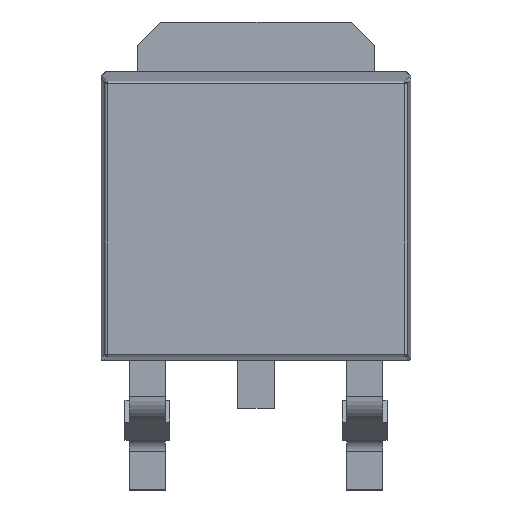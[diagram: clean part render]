
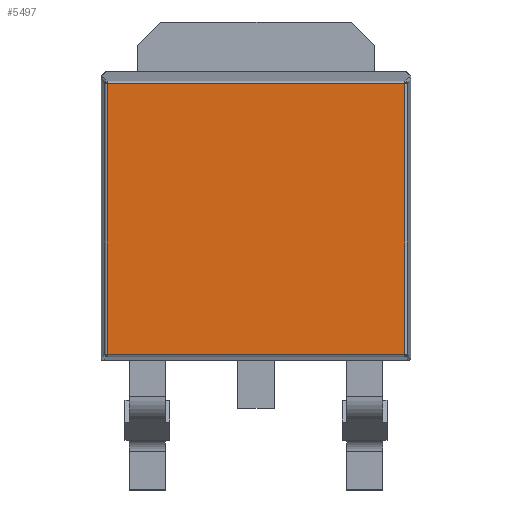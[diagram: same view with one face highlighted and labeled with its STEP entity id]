
A CAD part, top view. The second image highlights one B-rep face of the part: STEP entity #5497.
In plain terms, the highlighted planar face has unit normal (0, 0, 1).
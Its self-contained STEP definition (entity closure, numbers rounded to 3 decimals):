
#42 = EDGE_LOOP ( 'NONE', ( #768, #4370, #5259, #678 ) ) ;
#678 = ORIENTED_EDGE ( 'NONE', *, *, #3152, .T. ) ;
#691 = DIRECTION ( 'NONE',  ( 1., 0., 0. ) ) ;
#768 = ORIENTED_EDGE ( 'NONE', *, *, #3234, .T. ) ;
#1103 = CARTESIAN_POINT ( 'NONE',  ( 0., -2.918, 2.51 ) ) ;
#1124 = DIRECTION ( 'NONE',  ( 0., -1., 0. ) ) ;
#1323 = CARTESIAN_POINT ( 'NONE',  ( 0., 0., 2.51 ) ) ;
#1354 = CARTESIAN_POINT ( 'NONE',  ( -3.141, -2.918, 2.51 ) ) ;
#1502 = CARTESIAN_POINT ( 'NONE',  ( 0., 2.795, 2.51 ) ) ;
#1525 = EDGE_CURVE ( 'NONE', #4497, #2944, #4856, .T. ) ;
#1555 = DIRECTION ( 'NONE',  ( 0., 1., 0. ) ) ;
#1601 = VECTOR ( 'NONE', #4467, 1000. ) ;
#1669 = VERTEX_POINT ( 'NONE', #1745 ) ;
#1704 = DIRECTION ( 'NONE',  ( 1., 0., 0. ) ) ;
#1745 = CARTESIAN_POINT ( 'NONE',  ( 3.141, -2.918, 2.51 ) ) ;
#1813 = AXIS2_PLACEMENT_3D ( 'NONE', #1323, #4572, #1704 ) ;
#1905 = LINE ( 'NONE', #1502, #1601 ) ;
#1994 = LINE ( 'NONE', #2734, #3441 ) ;
#2585 = VERTEX_POINT ( 'NONE', #5342 ) ;
#2734 = CARTESIAN_POINT ( 'NONE',  ( 3.141, 0., 2.51 ) ) ;
#2944 = VERTEX_POINT ( 'NONE', #1354 ) ;
#3152 = EDGE_CURVE ( 'NONE', #1669, #2585, #1994, .T. ) ;
#3234 = EDGE_CURVE ( 'NONE', #2585, #4497, #1905, .T. ) ;
#3269 = EDGE_CURVE ( 'NONE', #2944, #1669, #4888, .T. ) ;
#3335 = PLANE ( 'NONE',  #1813 ) ;
#3441 = VECTOR ( 'NONE', #1555, 1000. ) ;
#3877 = VECTOR ( 'NONE', #691, 1000. ) ;
#4370 = ORIENTED_EDGE ( 'NONE', *, *, #1525, .T. ) ;
#4467 = DIRECTION ( 'NONE',  ( -1., 0., 0. ) ) ;
#4497 = VERTEX_POINT ( 'NONE', #4647 ) ;
#4572 = DIRECTION ( 'NONE',  ( 0., 0., 1. ) ) ;
#4647 = CARTESIAN_POINT ( 'NONE',  ( -3.141, 2.795, 2.51 ) ) ;
#4653 = FACE_OUTER_BOUND ( 'NONE', #42, .T. ) ;
#4856 = LINE ( 'NONE', #4909, #5382 ) ;
#4888 = LINE ( 'NONE', #1103, #3877 ) ;
#4909 = CARTESIAN_POINT ( 'NONE',  ( -3.141, 0., 2.51 ) ) ;
#5259 = ORIENTED_EDGE ( 'NONE', *, *, #3269, .T. ) ;
#5342 = CARTESIAN_POINT ( 'NONE',  ( 3.141, 2.795, 2.51 ) ) ;
#5382 = VECTOR ( 'NONE', #1124, 1000. ) ;
#5497 = ADVANCED_FACE ( 'NONE', ( #4653 ), #3335, .T. ) ;
